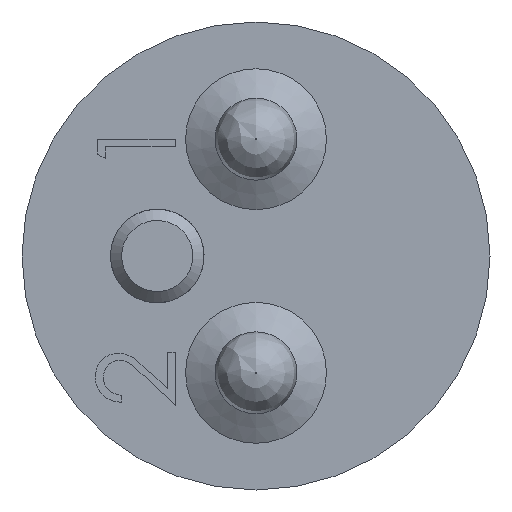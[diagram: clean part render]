
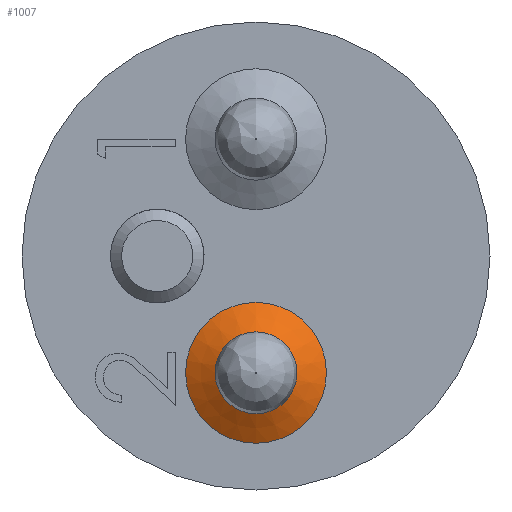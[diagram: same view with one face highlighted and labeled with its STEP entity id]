
A CAD part, left-side view. The second image highlights one B-rep face of the part: STEP entity #1007.
In plain terms, the highlighted conical face has half-angle 59 degrees and reference radius 1.331 mm.
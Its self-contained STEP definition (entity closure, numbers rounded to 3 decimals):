
#50=CONICAL_SURFACE('',#1108,1.331,1.03);
#61=LINE('',#1623,#119);
#119=VECTOR('',#1283,1.331);
#197=FACE_OUTER_BOUND('',#253,.T.);
#253=EDGE_LOOP('',(#680,#681,#682,#683,#684));
#312=CIRCLE('',#1081,1.389);
#332=CIRCLE('',#1109,2.388);
#333=CIRCLE('',#1110,2.388);
#385=VERTEX_POINT('',#1540);
#404=VERTEX_POINT('',#1619);
#405=VERTEX_POINT('',#1620);
#489=EDGE_CURVE('',#385,#385,#312,.T.);
#514=EDGE_CURVE('',#404,#405,#332,.T.);
#515=EDGE_CURVE('',#405,#404,#333,.T.);
#516=EDGE_CURVE('',#405,#385,#61,.T.);
#680=ORIENTED_EDGE('',*,*,#514,.F.);
#681=ORIENTED_EDGE('',*,*,#515,.F.);
#682=ORIENTED_EDGE('',*,*,#516,.T.);
#683=ORIENTED_EDGE('',*,*,#489,.T.);
#684=ORIENTED_EDGE('',*,*,#516,.F.);
#1007=ADVANCED_FACE('',(#197),#50,.T.);
#1081=AXIS2_PLACEMENT_3D('',#1541,#1218,#1219);
#1108=AXIS2_PLACEMENT_3D('',#1618,#1277,#1278);
#1109=AXIS2_PLACEMENT_3D('',#1621,#1279,#1280);
#1110=AXIS2_PLACEMENT_3D('',#1622,#1281,#1282);
#1218=DIRECTION('center_axis',(1.,0.,0.));
#1219=DIRECTION('ref_axis',(0.,0.,-1.));
#1277=DIRECTION('center_axis',(1.,0.,0.));
#1278=DIRECTION('ref_axis',(0.,0.,-1.));
#1279=DIRECTION('center_axis',(1.,0.,0.));
#1280=DIRECTION('ref_axis',(0.,0.,1.));
#1281=DIRECTION('center_axis',(1.,0.,0.));
#1282=DIRECTION('ref_axis',(0.,0.,1.));
#1283=DIRECTION('',(-0.515,0.,-0.857));
#1540=CARTESIAN_POINT('',(-26.965,0.,-2.573));
#1541=CARTESIAN_POINT('Origin',(-26.965,0.,-3.962));
#1618=CARTESIAN_POINT('Origin',(-27.,0.,-3.962));
#1619=CARTESIAN_POINT('',(-26.365,0.,-6.35));
#1620=CARTESIAN_POINT('',(-26.365,0.,-1.575));
#1621=CARTESIAN_POINT('Origin',(-26.365,0.,-3.962));
#1622=CARTESIAN_POINT('Origin',(-26.365,0.,-3.962));
#1623=CARTESIAN_POINT('',(-27.,0.,-2.632));
